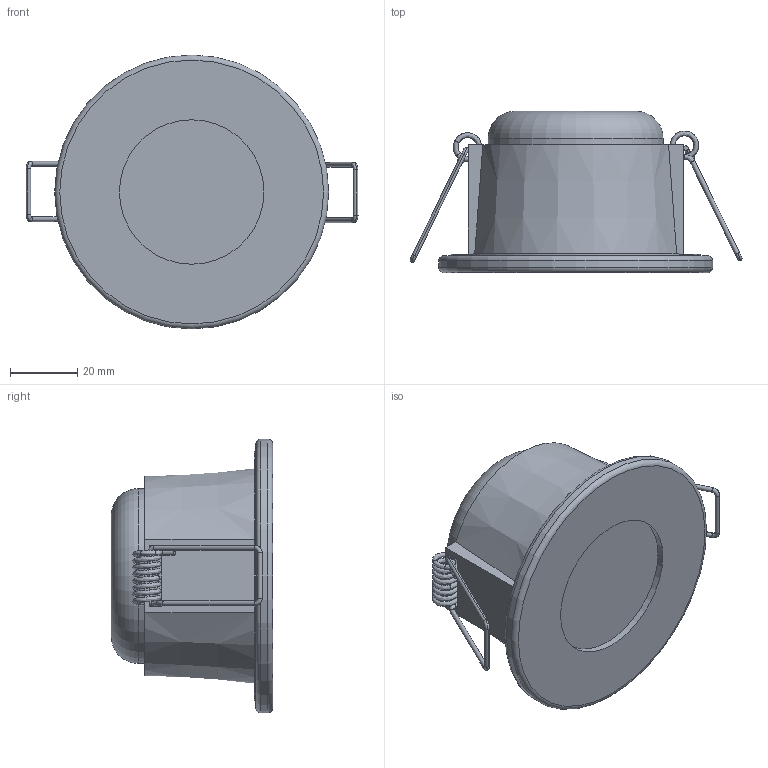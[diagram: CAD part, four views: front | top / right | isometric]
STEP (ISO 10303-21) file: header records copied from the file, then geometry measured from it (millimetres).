
FILE_DESCRIPTION (( 'STEP AP214' ), '1' );
FILE_NAME ('SPOT_COMBO_FIX.STEP', '2023-08-21T11:02:50', ( '' ), ( '' ), 'SwSTEP 2.0', 'SolidWorks 2022', '' );
FILE_SCHEMA (( 'AUTOMOTIVE_DESIGN' ));
Length unit declared in the file: millimetre
Products named in the file (1): SPOT_COMBO_FIX
Bounding box: 98.77 x 48 x 81.5 mm (x, y, z)
Volume: 144303.6 mm3; surface area: 25573.5 mm2
Topology: 4 solids, 4 shells, 82 faces, 188 edges, 118 vertices
Faces by surface type: plane 30, cylinder 23, torus 15, bspline 12, cone 2
Full cylindrical faces by diameter (mm): 1.4 x2, 43 x2, 52 x1, 74 x1, 81.5 x1
Entity records: 6307 total; most frequent: CARTESIAN_POINT 3633, DIRECTION 360, ORIENTED_EDGE 322, EDGE_CURVE 161, AXIS2_PLACEMENT_3D 146, VERTEX_POINT 113, EDGE_LOOP 112, FACE_OUTER_BOUND 104
